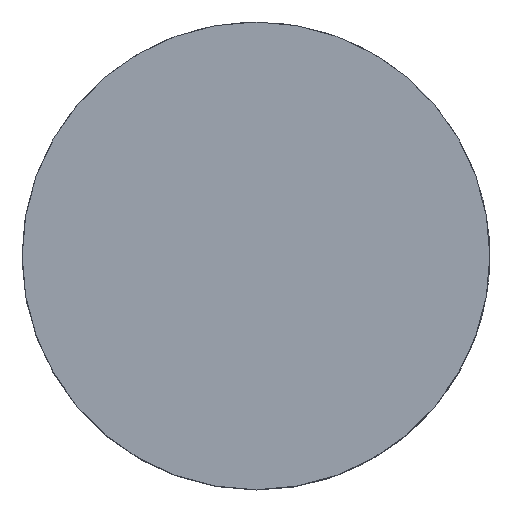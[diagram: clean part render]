
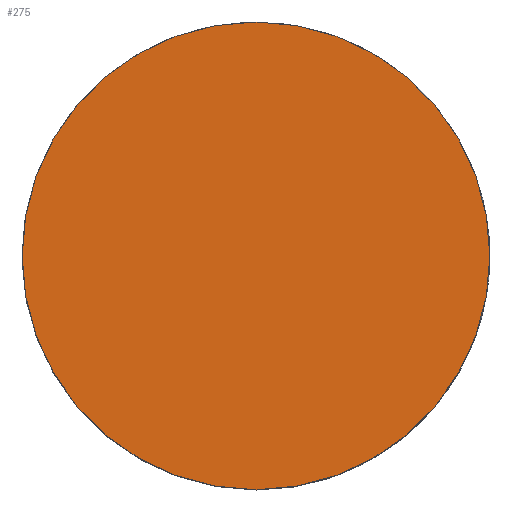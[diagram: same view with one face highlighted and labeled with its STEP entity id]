
A CAD part, top view. The second image highlights one B-rep face of the part: STEP entity #275.
In plain terms, the highlighted planar face has unit normal (0, 0, 1).
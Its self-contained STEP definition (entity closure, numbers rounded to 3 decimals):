
#46=PLANE('',#324);
#64=CIRCLE('',#325,62.);
#84=FACE_OUTER_BOUND('',#103,.T.);
#103=EDGE_LOOP('',(#226));
#136=VERTEX_POINT('',#553);
#169=EDGE_CURVE('',#136,#136,#64,.T.);
#226=ORIENTED_EDGE('',*,*,#169,.T.);
#275=ADVANCED_FACE('',(#84),#46,.T.);
#324=AXIS2_PLACEMENT_3D('',#552,#402,#403);
#325=AXIS2_PLACEMENT_3D('',#554,#404,#405);
#402=DIRECTION('center_axis',(0.,0.,1.));
#403=DIRECTION('ref_axis',(-1.,0.,0.));
#404=DIRECTION('center_axis',(0.,0.,1.));
#405=DIRECTION('ref_axis',(-0.814,0.581,0.));
#552=CARTESIAN_POINT('Origin',(74.52,74.52,8.5));
#553=CARTESIAN_POINT('',(-62.,0.,8.5));
#554=CARTESIAN_POINT('Origin',(0.,0.,
8.5));
